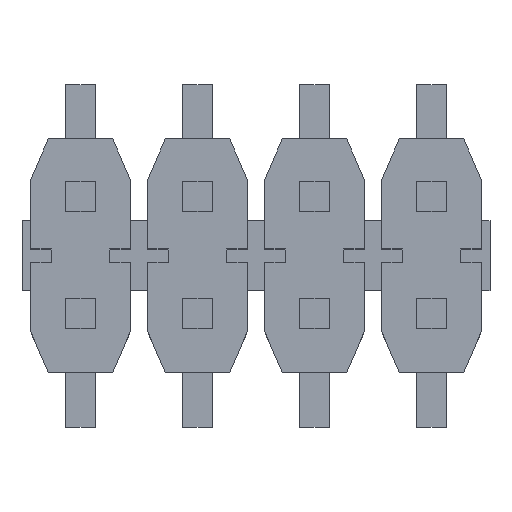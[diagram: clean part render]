
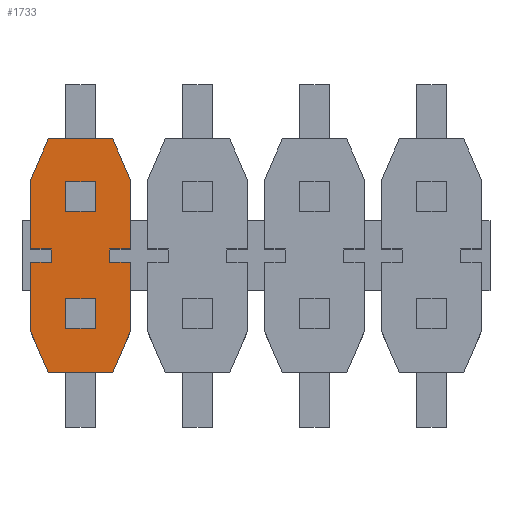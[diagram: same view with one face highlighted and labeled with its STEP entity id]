
A CAD part, top view. The second image highlights one B-rep face of the part: STEP entity #1733.
In plain terms, the highlighted planar face has unit normal (0, 0, 1).
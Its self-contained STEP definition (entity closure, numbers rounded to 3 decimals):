
#960 = VERTEX_POINT('',#961);
#961 = CARTESIAN_POINT('',(-1.09,0.828,3.811));
#967 = EDGE_CURVE('',#968,#960,#970,.T.);
#968 = VERTEX_POINT('',#969);
#969 = CARTESIAN_POINT('',(-1.09,2.333,3.811));
#970 = LINE('',#971,#972);
#971 = CARTESIAN_POINT('',(-1.09,2.333,3.811));
#972 = VECTOR('',#973,1.);
#973 = DIRECTION('',(0.,-1.,0.));
#1006 = VERTEX_POINT('',#1007);
#1007 = CARTESIAN_POINT('',(-0.709,-0.061,3.811));
#1013 = EDGE_CURVE('',#960,#1006,#1014,.T.);
#1014 = LINE('',#1015,#1016);
#1015 = CARTESIAN_POINT('',(-1.09,0.828,3.811));
#1016 = VECTOR('',#1017,1.);
#1017 = DIRECTION('',(0.394,-0.919,0.
    ));
#1037 = VERTEX_POINT('',#1038);
#1038 = CARTESIAN_POINT('',(0.689,-0.061,3.811));
#1044 = EDGE_CURVE('',#1006,#1037,#1045,.T.);
#1045 = LINE('',#1046,#1047);
#1046 = CARTESIAN_POINT('',(-0.709,-0.061,3.811));
#1047 = VECTOR('',#1048,1.);
#1048 = DIRECTION('',(1.,0.,0.));
#1068 = VERTEX_POINT('',#1069);
#1069 = CARTESIAN_POINT('',(1.07,0.828,3.811));
#1075 = EDGE_CURVE('',#1037,#1068,#1076,.T.);
#1076 = LINE('',#1077,#1078);
#1077 = CARTESIAN_POINT('',(0.689,-0.061,3.811));
#1078 = VECTOR('',#1079,1.);
#1079 = DIRECTION('',(0.394,0.919,0.
    ));
#1109 = VERTEX_POINT('',#1110);
#1110 = CARTESIAN_POINT('',(1.07,2.333,3.811));
#1116 = EDGE_CURVE('',#1068,#1109,#1117,.T.);
#1117 = LINE('',#1118,#1119);
#1118 = CARTESIAN_POINT('',(1.07,0.828,3.811));
#1119 = VECTOR('',#1120,1.);
#1120 = DIRECTION('',(0.,1.,0.));
#1228 = VERTEX_POINT('',#1229);
#1229 = CARTESIAN_POINT('',(1.07,4.13,3.811));
#1235 = EDGE_CURVE('',#1236,#1228,#1238,.T.);
#1236 = VERTEX_POINT('',#1237);
#1237 = CARTESIAN_POINT('',(1.07,2.625,3.811));
#1238 = LINE('',#1239,#1240);
#1239 = CARTESIAN_POINT('',(1.07,2.625,3.811));
#1240 = VECTOR('',#1241,1.);
#1241 = DIRECTION('',(0.,1.,0.));
#1274 = VERTEX_POINT('',#1275);
#1275 = CARTESIAN_POINT('',(0.689,5.019,3.811));
#1281 = EDGE_CURVE('',#1228,#1274,#1282,.T.);
#1282 = LINE('',#1283,#1284);
#1283 = CARTESIAN_POINT('',(1.07,4.13,3.811));
#1284 = VECTOR('',#1285,1.);
#1285 = DIRECTION('',(-0.394,0.919,
    0.));
#1305 = VERTEX_POINT('',#1306);
#1306 = CARTESIAN_POINT('',(-0.709,5.019,3.811));
#1312 = EDGE_CURVE('',#1274,#1305,#1313,.T.);
#1313 = LINE('',#1314,#1315);
#1314 = CARTESIAN_POINT('',(0.689,5.019,3.811));
#1315 = VECTOR('',#1316,1.);
#1316 = DIRECTION('',(-1.,0.,0.));
#1336 = VERTEX_POINT('',#1337);
#1337 = CARTESIAN_POINT('',(-1.09,4.13,3.811));
#1343 = EDGE_CURVE('',#1305,#1336,#1344,.T.);
#1344 = LINE('',#1345,#1346);
#1345 = CARTESIAN_POINT('',(-0.709,5.019,3.811));
#1346 = VECTOR('',#1347,1.);
#1347 = DIRECTION('',(-0.394,-0.919,
    0.));
#1384 = VERTEX_POINT('',#1385);
#1385 = CARTESIAN_POINT('',(-1.09,2.625,3.811));
#1391 = EDGE_CURVE('',#1336,#1384,#1392,.T.);
#1392 = LINE('',#1393,#1394);
#1393 = CARTESIAN_POINT('',(-1.09,4.13,3.811));
#1394 = VECTOR('',#1395,1.);
#1395 = DIRECTION('',(0.,-1.,0.));
#1464 = VERTEX_POINT('',#1465);
#1465 = CARTESIAN_POINT('',(-0.328,0.892,3.811));
#1471 = EDGE_CURVE('',#1464,#1472,#1474,.T.);
#1472 = VERTEX_POINT('',#1473);
#1473 = CARTESIAN_POINT('',(0.308,0.892,3.811));
#1474 = LINE('',#1475,#1476);
#1475 = CARTESIAN_POINT('',(-0.328,0.892,3.811));
#1476 = VECTOR('',#1477,1.);
#1477 = DIRECTION('',(1.,0.,0.));
#1502 = EDGE_CURVE('',#1472,#1503,#1505,.T.);
#1503 = VERTEX_POINT('',#1504);
#1504 = CARTESIAN_POINT('',(0.308,1.527,3.811));
#1505 = LINE('',#1506,#1507);
#1506 = CARTESIAN_POINT('',(0.308,0.892,3.811));
#1507 = VECTOR('',#1508,1.);
#1508 = DIRECTION('',(0.,1.,0.));
#1533 = EDGE_CURVE('',#1503,#1534,#1536,.T.);
#1534 = VERTEX_POINT('',#1535);
#1535 = CARTESIAN_POINT('',(-0.328,1.527,3.811));
#1536 = LINE('',#1537,#1538);
#1537 = CARTESIAN_POINT('',(0.308,1.527,3.811));
#1538 = VECTOR('',#1539,1.);
#1539 = DIRECTION('',(-1.,0.,0.));
#1562 = EDGE_CURVE('',#1534,#1464,#1563,.T.);
#1563 = LINE('',#1564,#1565);
#1564 = CARTESIAN_POINT('',(-0.328,1.527,3.811));
#1565 = VECTOR('',#1566,1.);
#1566 = DIRECTION('',(0.,-1.,0.));
#1588 = VERTEX_POINT('',#1589);
#1589 = CARTESIAN_POINT('',(-0.328,3.432,3.811));
#1595 = EDGE_CURVE('',#1588,#1596,#1598,.T.);
#1596 = VERTEX_POINT('',#1597);
#1597 = CARTESIAN_POINT('',(0.308,3.432,3.811));
#1598 = LINE('',#1599,#1600);
#1599 = CARTESIAN_POINT('',(-0.328,3.432,3.811));
#1600 = VECTOR('',#1601,1.);
#1601 = DIRECTION('',(1.,0.,0.));
#1626 = EDGE_CURVE('',#1596,#1627,#1629,.T.);
#1627 = VERTEX_POINT('',#1628);
#1628 = CARTESIAN_POINT('',(0.308,4.067,3.811));
#1629 = LINE('',#1630,#1631);
#1630 = CARTESIAN_POINT('',(0.308,3.432,3.811));
#1631 = VECTOR('',#1632,1.);
#1632 = DIRECTION('',(0.,1.,0.));
#1657 = EDGE_CURVE('',#1627,#1658,#1660,.T.);
#1658 = VERTEX_POINT('',#1659);
#1659 = CARTESIAN_POINT('',(-0.328,4.067,3.811));
#1660 = LINE('',#1661,#1662);
#1661 = CARTESIAN_POINT('',(0.308,4.067,3.811));
#1662 = VECTOR('',#1663,1.);
#1663 = DIRECTION('',(-1.,0.,0.));
#1686 = EDGE_CURVE('',#1658,#1588,#1687,.T.);
#1687 = LINE('',#1688,#1689);
#1688 = CARTESIAN_POINT('',(-0.328,4.067,3.811));
#1689 = VECTOR('',#1690,1.);
#1690 = DIRECTION('',(0.,-1.,0.));
#1733 = ADVANCED_FACE('',(#1734,#1740,#1746),#1802,.T.);
#1734 = FACE_BOUND('',#1735,.T.);
#1735 = EDGE_LOOP('',(#1736,#1737,#1738,#1739));
#1736 = ORIENTED_EDGE('',*,*,#1686,.F.);
#1737 = ORIENTED_EDGE('',*,*,#1657,.F.);
#1738 = ORIENTED_EDGE('',*,*,#1626,.F.);
#1739 = ORIENTED_EDGE('',*,*,#1595,.F.);
#1740 = FACE_BOUND('',#1741,.T.);
#1741 = EDGE_LOOP('',(#1742,#1743,#1744,#1745));
#1742 = ORIENTED_EDGE('',*,*,#1562,.F.);
#1743 = ORIENTED_EDGE('',*,*,#1533,.F.);
#1744 = ORIENTED_EDGE('',*,*,#1502,.F.);
#1745 = ORIENTED_EDGE('',*,*,#1471,.F.);
#1746 = FACE_BOUND('',#1747,.T.);
#1747 = EDGE_LOOP('',(#1748,#1756,#1757,#1758,#1759,#1760,#1761,#1769,
    #1777,#1783,#1784,#1785,#1786,#1787,#1788,#1796));
#1748 = ORIENTED_EDGE('',*,*,#1749,.T.);
#1749 = EDGE_CURVE('',#1750,#968,#1752,.T.);
#1750 = VERTEX_POINT('',#1751);
#1751 = CARTESIAN_POINT('',(-0.645,2.333,3.811));
#1752 = LINE('',#1753,#1754);
#1753 = CARTESIAN_POINT('',(-0.645,2.333,3.811));
#1754 = VECTOR('',#1755,1.);
#1755 = DIRECTION('',(-1.,0.,0.));
#1756 = ORIENTED_EDGE('',*,*,#967,.T.);
#1757 = ORIENTED_EDGE('',*,*,#1013,.T.);
#1758 = ORIENTED_EDGE('',*,*,#1044,.T.);
#1759 = ORIENTED_EDGE('',*,*,#1075,.T.);
#1760 = ORIENTED_EDGE('',*,*,#1116,.T.);
#1761 = ORIENTED_EDGE('',*,*,#1762,.T.);
#1762 = EDGE_CURVE('',#1109,#1763,#1765,.T.);
#1763 = VERTEX_POINT('',#1764);
#1764 = CARTESIAN_POINT('',(0.625,2.333,3.811));
#1765 = LINE('',#1766,#1767);
#1766 = CARTESIAN_POINT('',(1.07,2.333,3.811));
#1767 = VECTOR('',#1768,1.);
#1768 = DIRECTION('',(-1.,0.,0.));
#1769 = ORIENTED_EDGE('',*,*,#1770,.T.);
#1770 = EDGE_CURVE('',#1763,#1771,#1773,.T.);
#1771 = VERTEX_POINT('',#1772);
#1772 = CARTESIAN_POINT('',(0.625,2.625,3.811));
#1773 = LINE('',#1774,#1775);
#1774 = CARTESIAN_POINT('',(0.625,2.333,3.811));
#1775 = VECTOR('',#1776,1.);
#1776 = DIRECTION('',(0.,1.,0.));
#1777 = ORIENTED_EDGE('',*,*,#1778,.T.);
#1778 = EDGE_CURVE('',#1771,#1236,#1779,.T.);
#1779 = LINE('',#1780,#1781);
#1780 = CARTESIAN_POINT('',(0.625,2.625,3.811));
#1781 = VECTOR('',#1782,1.);
#1782 = DIRECTION('',(1.,0.,0.));
#1783 = ORIENTED_EDGE('',*,*,#1235,.T.);
#1784 = ORIENTED_EDGE('',*,*,#1281,.T.);
#1785 = ORIENTED_EDGE('',*,*,#1312,.T.);
#1786 = ORIENTED_EDGE('',*,*,#1343,.T.);
#1787 = ORIENTED_EDGE('',*,*,#1391,.T.);
#1788 = ORIENTED_EDGE('',*,*,#1789,.T.);
#1789 = EDGE_CURVE('',#1384,#1790,#1792,.T.);
#1790 = VERTEX_POINT('',#1791);
#1791 = CARTESIAN_POINT('',(-0.645,2.625,3.811));
#1792 = LINE('',#1793,#1794);
#1793 = CARTESIAN_POINT('',(-1.09,2.625,3.811));
#1794 = VECTOR('',#1795,1.);
#1795 = DIRECTION('',(1.,0.,0.));
#1796 = ORIENTED_EDGE('',*,*,#1797,.T.);
#1797 = EDGE_CURVE('',#1790,#1750,#1798,.T.);
#1798 = LINE('',#1799,#1800);
#1799 = CARTESIAN_POINT('',(-0.645,2.625,3.811));
#1800 = VECTOR('',#1801,1.);
#1801 = DIRECTION('',(0.,-1.,0.));
#1802 = PLANE('',#1803);
#1803 = AXIS2_PLACEMENT_3D('',#1804,#1805,#1806);
#1804 = CARTESIAN_POINT('',(3.8,2.479,3.811));
#1805 = DIRECTION('',(0.,0.,1.));
#1806 = DIRECTION('',(0.,-1.,0.));
